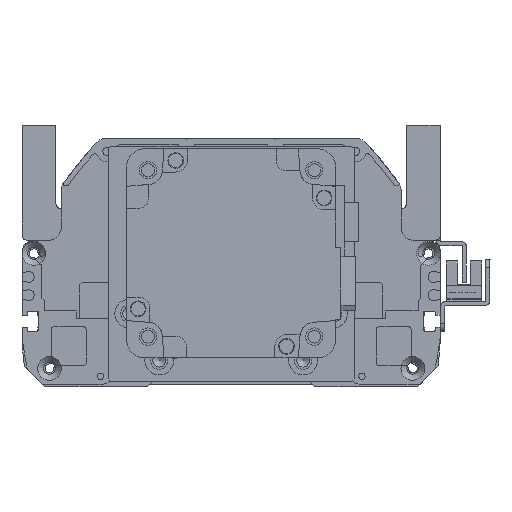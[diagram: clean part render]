
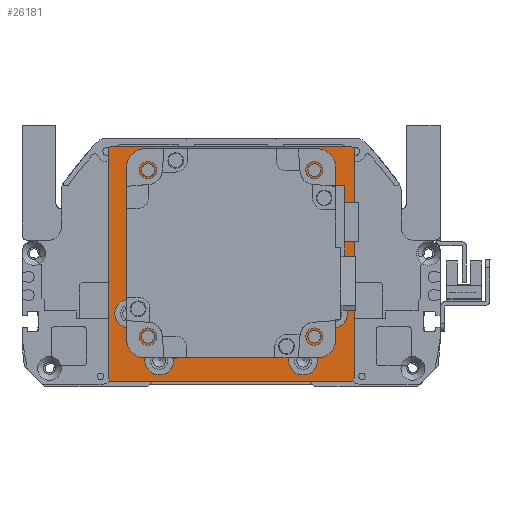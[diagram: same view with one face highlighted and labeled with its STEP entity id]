
A CAD part, front view. The second image highlights one B-rep face of the part: STEP entity #26181.
In plain terms, the highlighted face is planar.
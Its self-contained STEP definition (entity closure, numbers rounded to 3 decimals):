
#1437=FACE_BOUND('',#5542,.T.);
#1438=FACE_BOUND('',#5543,.T.);
#1439=FACE_BOUND('',#5544,.T.);
#1440=FACE_BOUND('',#5545,.T.);
#1441=FACE_BOUND('',#5546,.T.);
#1442=FACE_BOUND('',#5547,.T.);
#1443=FACE_BOUND('',#5548,.T.);
#1444=FACE_BOUND('',#5549,.T.);
#1445=FACE_BOUND('',#5550,.T.);
#2019=PLANE('',#29029);
#3947=FACE_OUTER_BOUND('',#5541,.T.);
#5541=EDGE_LOOP('',(#24176,#24177,#24178,#24179,#24180,#24181,#24182,#24183));
#5542=EDGE_LOOP('',(#24184));
#5543=EDGE_LOOP('',(#24185));
#5544=EDGE_LOOP('',(#24186));
#5545=EDGE_LOOP('',(#24187));
#5546=EDGE_LOOP('',(#24188));
#5547=EDGE_LOOP('',(#24189));
#5548=EDGE_LOOP('',(#24190));
#5549=EDGE_LOOP('',(#24191));
#5550=EDGE_LOOP('',(#24192));
#7650=LINE('',#46143,#9795);
#7652=LINE('',#46147,#9797);
#7655=LINE('',#46153,#9800);
#7656=LINE('',#46155,#9801);
#7657=LINE('',#46157,#9802);
#7658=LINE('',#46159,#9803);
#7659=LINE('',#46161,#9804);
#7660=LINE('',#46162,#9805);
#9795=VECTOR('',#35969,10.);
#9797=VECTOR('',#35973,10.);
#9800=VECTOR('',#35978,10.);
#9801=VECTOR('',#35979,10.);
#9802=VECTOR('',#35980,10.);
#9803=VECTOR('',#35981,10.);
#9804=VECTOR('',#35982,10.);
#9805=VECTOR('',#35983,10.);
#11164=CIRCLE('',#29030,35.);
#11165=CIRCLE('',#29031,2.459);
#11166=CIRCLE('',#29032,2.459);
#11167=CIRCLE('',#29033,2.459);
#11168=CIRCLE('',#29034,2.459);
#11169=CIRCLE('',#29035,5.5);
#11170=CIRCLE('',#29036,5.5);
#11171=CIRCLE('',#29037,5.5);
#11172=CIRCLE('',#29038,5.5);
#13518=VERTEX_POINT('',#46140);
#13519=VERTEX_POINT('',#46142);
#13520=VERTEX_POINT('',#46146);
#13522=VERTEX_POINT('',#46152);
#13523=VERTEX_POINT('',#46154);
#13524=VERTEX_POINT('',#46156);
#13525=VERTEX_POINT('',#46158);
#13526=VERTEX_POINT('',#46160);
#13527=VERTEX_POINT('',#46163);
#13528=VERTEX_POINT('',#46165);
#13529=VERTEX_POINT('',#46167);
#13530=VERTEX_POINT('',#46169);
#13531=VERTEX_POINT('',#46171);
#13532=VERTEX_POINT('',#46173);
#13533=VERTEX_POINT('',#46175);
#13534=VERTEX_POINT('',#46177);
#13535=VERTEX_POINT('',#46179);
#17108=EDGE_CURVE('',#13518,#13519,#7650,.T.);
#17110=EDGE_CURVE('',#13520,#13519,#7652,.T.);
#17113=EDGE_CURVE('',#13518,#13522,#7655,.T.);
#17114=EDGE_CURVE('',#13523,#13522,#7656,.T.);
#17115=EDGE_CURVE('',#13523,#13524,#7657,.T.);
#17116=EDGE_CURVE('',#13525,#13524,#7658,.T.);
#17117=EDGE_CURVE('',#13525,#13526,#7659,.T.);
#17118=EDGE_CURVE('',#13520,#13526,#7660,.T.);
#17119=EDGE_CURVE('',#13527,#13527,#11164,.T.);
#17120=EDGE_CURVE('',#13528,#13528,#11165,.T.);
#17121=EDGE_CURVE('',#13529,#13529,#11166,.T.);
#17122=EDGE_CURVE('',#13530,#13530,#11167,.T.);
#17123=EDGE_CURVE('',#13531,#13531,#11168,.T.);
#17124=EDGE_CURVE('',#13532,#13532,#11169,.T.);
#17125=EDGE_CURVE('',#13533,#13533,#11170,.T.);
#17126=EDGE_CURVE('',#13534,#13534,#11171,.T.);
#17127=EDGE_CURVE('',#13535,#13535,#11172,.T.);
#24176=ORIENTED_EDGE('',*,*,#17108,.F.);
#24177=ORIENTED_EDGE('',*,*,#17113,.T.);
#24178=ORIENTED_EDGE('',*,*,#17114,.F.);
#24179=ORIENTED_EDGE('',*,*,#17115,.T.);
#24180=ORIENTED_EDGE('',*,*,#17116,.F.);
#24181=ORIENTED_EDGE('',*,*,#17117,.T.);
#24182=ORIENTED_EDGE('',*,*,#17118,.F.);
#24183=ORIENTED_EDGE('',*,*,#17110,.T.);
#24184=ORIENTED_EDGE('',*,*,#17119,.T.);
#24185=ORIENTED_EDGE('',*,*,#17120,.T.);
#24186=ORIENTED_EDGE('',*,*,#17121,.T.);
#24187=ORIENTED_EDGE('',*,*,#17122,.T.);
#24188=ORIENTED_EDGE('',*,*,#17123,.T.);
#24189=ORIENTED_EDGE('',*,*,#17124,.T.);
#24190=ORIENTED_EDGE('',*,*,#17125,.T.);
#24191=ORIENTED_EDGE('',*,*,#17126,.T.);
#24192=ORIENTED_EDGE('',*,*,#17127,.T.);
#26181=ADVANCED_FACE('',(#3947,#1437,#1438,#1439,#1440,#1441,#1442,#1443,
#1444,#1445),#2019,.T.);
#29029=AXIS2_PLACEMENT_3D('',#46151,#35976,#35977);
#29030=AXIS2_PLACEMENT_3D('',#46164,#35984,#35985);
#29031=AXIS2_PLACEMENT_3D('',#46166,#35986,#35987);
#29032=AXIS2_PLACEMENT_3D('',#46168,#35988,#35989);
#29033=AXIS2_PLACEMENT_3D('',#46170,#35990,#35991);
#29034=AXIS2_PLACEMENT_3D('',#46172,#35992,#35993);
#29035=AXIS2_PLACEMENT_3D('',#46174,#35994,#35995);
#29036=AXIS2_PLACEMENT_3D('',#46176,#35996,#35997);
#29037=AXIS2_PLACEMENT_3D('',#46178,#35998,#35999);
#29038=AXIS2_PLACEMENT_3D('',#46180,#36000,#36001);
#35969=DIRECTION('',(0.707,0.707,0.));
#35973=DIRECTION('',(-1.,0.,0.));
#35976=DIRECTION('center_axis',(0.,0.,1.));
#35977=DIRECTION('ref_axis',(1.,0.,0.));
#35978=DIRECTION('',(0.,-1.,0.));
#35979=DIRECTION('',(-0.707,0.707,0.));
#35980=DIRECTION('',(1.,0.,0.));
#35981=DIRECTION('',(-0.707,-0.707,0.));
#35982=DIRECTION('',(0.,1.,0.));
#35983=DIRECTION('',(0.707,-0.707,0.));
#35984=DIRECTION('center_axis',(0.,0.,-1.));
#35985=DIRECTION('ref_axis',(1.,0.,0.));
#35986=DIRECTION('center_axis',(0.,0.,-1.));
#35987=DIRECTION('ref_axis',(1.,0.,0.));
#35988=DIRECTION('center_axis',(0.,0.,-1.));
#35989=DIRECTION('ref_axis',(1.,0.,0.));
#35990=DIRECTION('center_axis',(0.,0.,-1.));
#35991=DIRECTION('ref_axis',(1.,0.,0.));
#35992=DIRECTION('center_axis',(0.,0.,-1.));
#35993=DIRECTION('ref_axis',(1.,0.,0.));
#35994=DIRECTION('center_axis',(0.,0.,-1.));
#35995=DIRECTION('ref_axis',(1.,0.,0.));
#35996=DIRECTION('center_axis',(0.,0.,-1.));
#35997=DIRECTION('ref_axis',(1.,0.,0.));
#35998=DIRECTION('center_axis',(0.,0.,-1.));
#35999=DIRECTION('ref_axis',(1.,0.,0.));
#36000=DIRECTION('center_axis',(0.,0.,-1.));
#36001=DIRECTION('ref_axis',(1.,0.,0.));
#46140=CARTESIAN_POINT('',(-47.,44.5,76.));
#46142=CARTESIAN_POINT('',(-46.,45.5,76.));
#46143=CARTESIAN_POINT('',(-46.125,45.375,76.));
#46146=CARTESIAN_POINT('',(46.,45.5,76.));
#46147=CARTESIAN_POINT('',(47.,45.5,76.));
#46151=CARTESIAN_POINT('Origin',(0.,0.,
76.));
#46152=CARTESIAN_POINT('',(-47.,-43.5,76.));
#46153=CARTESIAN_POINT('',(-47.,44.5,76.));
#46154=CARTESIAN_POINT('',(-46.,-44.5,76.));
#46155=CARTESIAN_POINT('',(-45.875,-44.625,76.));
#46156=CARTESIAN_POINT('',(46.,-44.5,76.));
#46157=CARTESIAN_POINT('',(-47.,-44.5,76.));
#46158=CARTESIAN_POINT('',(47.,-43.5,76.));
#46159=CARTESIAN_POINT('',(45.875,-44.625,76.));
#46160=CARTESIAN_POINT('',(47.,44.5,76.));
#46161=CARTESIAN_POINT('',(47.,-44.5,76.));
#46162=CARTESIAN_POINT('',(46.125,45.375,76.));
#46163=CARTESIAN_POINT('',(-35.,4.5,76.));
#46164=CARTESIAN_POINT('Origin',(0.,4.5,76.));
#46165=CARTESIAN_POINT('',(29.361,-27.32,76.));
#46166=CARTESIAN_POINT('Origin',(31.82,-27.32,76.));
#46167=CARTESIAN_POINT('',(29.361,36.32,76.));
#46168=CARTESIAN_POINT('Origin',(31.82,36.32,76.));
#46169=CARTESIAN_POINT('',(-34.278,36.32,76.));
#46170=CARTESIAN_POINT('Origin',(-31.82,36.32,76.));
#46171=CARTESIAN_POINT('',(-34.278,-27.32,76.));
#46172=CARTESIAN_POINT('Origin',(-31.82,-27.32,76.));
#46173=CARTESIAN_POINT('',(-44.5,-18.5,76.));
#46174=CARTESIAN_POINT('Origin',(-39.,-18.5,76.));
#46175=CARTESIAN_POINT('',(33.5,-18.5,76.));
#46176=CARTESIAN_POINT('Origin',(39.,-18.5,76.));
#46177=CARTESIAN_POINT('',(22.,-36.5,76.));
#46178=CARTESIAN_POINT('Origin',(27.5,-36.5,76.));
#46179=CARTESIAN_POINT('',(-33.,-36.5,76.));
#46180=CARTESIAN_POINT('Origin',(-27.5,-36.5,76.));
